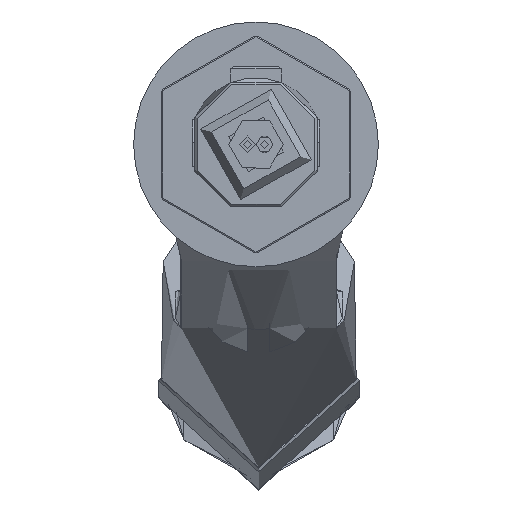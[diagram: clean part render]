
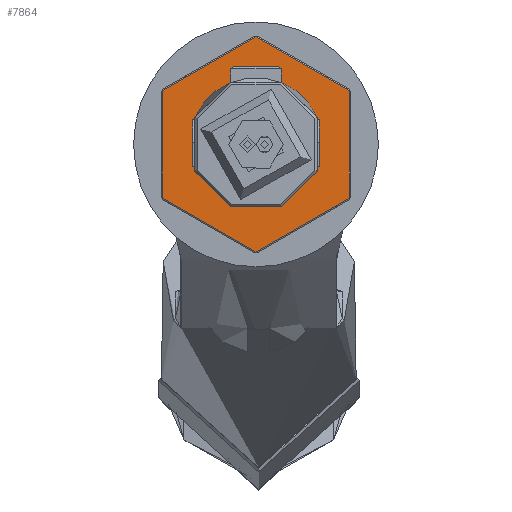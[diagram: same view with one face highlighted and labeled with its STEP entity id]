
A CAD part, left-side view. The second image highlights one B-rep face of the part: STEP entity #7864.
In plain terms, the highlighted planar face has unit normal (-1, 0, 0).
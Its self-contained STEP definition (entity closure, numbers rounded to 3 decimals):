
#235 = CARTESIAN_POINT ( 'NONE',  ( -35.5, 4.525, 4.525 ) ) ;
#371 = DIRECTION ( 'NONE',  ( 0., -0.866, -0.5 ) ) ;
#431 = CARTESIAN_POINT ( 'NONE',  ( -35.5, 8.36, -4.826 ) ) ;
#462 = VERTEX_POINT ( 'NONE', #4452 ) ;
#491 = VERTEX_POINT ( 'NONE', #7654 ) ;
#681 = CIRCLE ( 'NONE', #5623, 6. ) ;
#697 = ORIENTED_EDGE ( 'NONE', *, *, #6742, .F. ) ;
#734 = VERTEX_POINT ( 'NONE', #6114 ) ;
#772 = AXIS2_PLACEMENT_3D ( 'NONE', #2968, #2284, #5440 ) ;
#806 = AXIS2_PLACEMENT_3D ( 'NONE', #4733, #2259, #6036 ) ;
#957 = AXIS2_PLACEMENT_3D ( 'NONE', #6296, #6335, #4415 ) ;
#962 = EDGE_CURVE ( 'NONE', #4490, #6415, #3476, .T. ) ;
#1061 = EDGE_CURVE ( 'NONE', #6368, #491, #2300, .T. ) ;
#1069 = VECTOR ( 'NONE', #3092, 1000. ) ;
#1099 = FACE_OUTER_BOUND ( 'NONE', #6354, .T. ) ;
#1173 = ORIENTED_EDGE ( 'NONE', *, *, #4104, .F. ) ;
#1179 = LINE ( 'NONE', #4999, #4848 ) ;
#1285 = LINE ( 'NONE', #4996, #7849 ) ;
#1541 = ORIENTED_EDGE ( 'NONE', *, *, #3995, .T. ) ;
#1608 = VERTEX_POINT ( 'NONE', #7573 ) ;
#1759 = LINE ( 'NONE', #5484, #1069 ) ;
#1897 = ORIENTED_EDGE ( 'NONE', *, *, #4758, .F. ) ;
#1899 = CARTESIAN_POINT ( 'NONE',  ( -35.5, 0., 0. ) ) ;
#1903 = EDGE_CURVE ( 'NONE', #5922, #7705, #681, .T. ) ;
#1997 = VECTOR ( 'NONE', #4159, 1000. ) ;
#2059 = VERTEX_POINT ( 'NONE', #5104 ) ;
#2094 = LINE ( 'NONE', #5917, #4366 ) ;
#2200 = CARTESIAN_POINT ( 'NONE',  ( -35.5, -2.25, 5.562 ) ) ;
#2259 = DIRECTION ( 'NONE',  ( -1., 0., 0. ) ) ;
#2284 = DIRECTION ( 'NONE',  ( -1., 0., 0. ) ) ;
#2300 = LINE ( 'NONE', #2904, #1997 ) ;
#2477 = VECTOR ( 'NONE', #7801, 1000. ) ;
#2490 = ORIENTED_EDGE ( 'NONE', *, *, #4204, .T. ) ;
#2689 = LINE ( 'NONE', #6465, #3128 ) ;
#2795 = EDGE_CURVE ( 'NONE', #2945, #2059, #6731, .T. ) ;
#2796 = CARTESIAN_POINT ( 'NONE',  ( -35.5, -4.18, -7.24 ) ) ;
#2904 = CARTESIAN_POINT ( 'NONE',  ( -35.5, -4.525, 4.525 ) ) ;
#2945 = VERTEX_POINT ( 'NONE', #3491 ) ;
#2968 = CARTESIAN_POINT ( 'NONE',  ( -35.5, 0., 0. ) ) ;
#2976 = DIRECTION ( 'NONE',  ( 0., 0., 1. ) ) ;
#2981 = CARTESIAN_POINT ( 'NONE',  ( -35.5, 2.05, 7. ) ) ;
#3047 = VECTOR ( 'NONE', #371, 1000. ) ;
#3071 = ORIENTED_EDGE ( 'NONE', *, *, #5940, .T. ) ;
#3074 = EDGE_CURVE ( 'NONE', #1608, #734, #4577, .T. ) ;
#3092 = DIRECTION ( 'NONE',  ( 0., 0., 1. ) ) ;
#3116 = VERTEX_POINT ( 'NONE', #6661 ) ;
#3118 = DIRECTION ( 'NONE',  ( -1., 0., 0. ) ) ;
#3128 = VECTOR ( 'NONE', #6337, 1000. ) ;
#3217 = EDGE_CURVE ( 'NONE', #4130, #1608, #8007, .T. ) ;
#3324 = ORIENTED_EDGE ( 'NONE', *, *, #3887, .T. ) ;
#3410 = EDGE_CURVE ( 'NONE', #7705, #462, #2094, .T. ) ;
#3476 = LINE ( 'NONE', #235, #5886 ) ;
#3491 = CARTESIAN_POINT ( 'NONE',  ( -35.5, 0., 9.653 ) ) ;
#3506 = CARTESIAN_POINT ( 'NONE',  ( -35.5, 2.25, 6.8 ) ) ;
#3632 = CARTESIAN_POINT ( 'NONE',  ( -35.5, 4.18, 7.24 ) ) ;
#3755 = ORIENTED_EDGE ( 'NONE', *, *, #1061, .T. ) ;
#3822 = LINE ( 'NONE', #6967, #6235 ) ;
#3845 = VECTOR ( 'NONE', #7394, 1000. ) ;
#3887 = EDGE_CURVE ( 'NONE', #734, #5055, #2689, .T. ) ;
#3995 = EDGE_CURVE ( 'NONE', #2059, #4130, #3822, .T. ) ;
#4038 = LINE ( 'NONE', #5790, #2477 ) ;
#4052 = LINE ( 'NONE', #4096, #7313 ) ;
#4096 = CARTESIAN_POINT ( 'NONE',  ( -35.5, -2.25, -500000. ) ) ;
#4104 = EDGE_CURVE ( 'NONE', #462, #3116, #5323, .T. ) ;
#4130 = VERTEX_POINT ( 'NONE', #431 ) ;
#4135 = DIRECTION ( 'NONE',  ( 0., 0., 1. ) ) ;
#4159 = DIRECTION ( 'NONE',  ( 0., -0.707, -0.707 ) ) ;
#4165 = ORIENTED_EDGE ( 'NONE', *, *, #6387, .F. ) ;
#4185 = CARTESIAN_POINT ( 'NONE',  ( -35.5, 2.25, 5.562 ) ) ;
#4204 = EDGE_CURVE ( 'NONE', #5055, #2945, #4038, .T. ) ;
#4227 = FACE_BOUND ( 'NONE', #5066, .T. ) ;
#4366 = VECTOR ( 'NONE', #6518, 1000. ) ;
#4397 = ORIENTED_EDGE ( 'NONE', *, *, #6145, .F. ) ;
#4415 = DIRECTION ( 'NONE',  ( 0., 0., -1. ) ) ;
#4452 = CARTESIAN_POINT ( 'NONE',  ( -35.5, 5.5, -2.398 ) ) ;
#4490 = VERTEX_POINT ( 'NONE', #3506 ) ;
#4577 = LINE ( 'NONE', #2796, #4581 ) ;
#4581 = VECTOR ( 'NONE', #5268, 1000. ) ;
#4614 = DIRECTION ( 'NONE',  ( 0., -0.707, 0.707 ) ) ;
#4733 = CARTESIAN_POINT ( 'NONE',  ( -35.5, 0., 0. ) ) ;
#4758 = EDGE_CURVE ( 'NONE', #8046, #491, #4052, .T. ) ;
#4839 = CARTESIAN_POINT ( 'NONE',  ( -35.5, -5.5, 2.398 ) ) ;
#4848 = VECTOR ( 'NONE', #2976, 1000. ) ;
#4901 = CARTESIAN_POINT ( 'NONE',  ( -35.5, 4.18, -7.24 ) ) ;
#4996 = CARTESIAN_POINT ( 'NONE',  ( -35.5, -2.25, 7. ) ) ;
#4999 = CARTESIAN_POINT ( 'NONE',  ( -35.5, -5.5, 2.398 ) ) ;
#5055 = VERTEX_POINT ( 'NONE', #7112 ) ;
#5065 = ORIENTED_EDGE ( 'NONE', *, *, #3410, .F. ) ;
#5066 = EDGE_LOOP ( 'NONE', ( #5628, #3071, #6744, #4397, #3755, #1897, #4165, #697, #1173, #5065 ) ) ;
#5104 = CARTESIAN_POINT ( 'NONE',  ( -35.5, 8.36, 4.826 ) ) ;
#5237 = CIRCLE ( 'NONE', #806, 6. ) ;
#5268 = DIRECTION ( 'NONE',  ( 0., -0.866, 0.5 ) ) ;
#5323 = CIRCLE ( 'NONE', #772, 6. ) ;
#5416 = CARTESIAN_POINT ( 'NONE',  ( -35.5, -2.05, 7. ) ) ;
#5440 = DIRECTION ( 'NONE',  ( 0., 0., -1. ) ) ;
#5484 = CARTESIAN_POINT ( 'NONE',  ( -35.5, 2.25, -500000. ) ) ;
#5623 = AXIS2_PLACEMENT_3D ( 'NONE', #1899, #3118, #8090 ) ;
#5628 = ORIENTED_EDGE ( 'NONE', *, *, #1903, .F. ) ;
#5717 = DIRECTION ( 'NONE',  ( 0., 1., 0. ) ) ;
#5790 = CARTESIAN_POINT ( 'NONE',  ( -35.5, -4.18, 7.24 ) ) ;
#5886 = VECTOR ( 'NONE', #4614, 1000. ) ;
#5887 = VERTEX_POINT ( 'NONE', #4839 ) ;
#5917 = CARTESIAN_POINT ( 'NONE',  ( -35.5, 5.5, -2.398 ) ) ;
#5922 = VERTEX_POINT ( 'NONE', #4185 ) ;
#5940 = EDGE_CURVE ( 'NONE', #5922, #4490, #1759, .T. ) ;
#6036 = DIRECTION ( 'NONE',  ( 0., 0., -1. ) ) ;
#6114 = CARTESIAN_POINT ( 'NONE',  ( -35.5, -8.36, -4.826 ) ) ;
#6145 = EDGE_CURVE ( 'NONE', #6368, #6415, #1285, .T. ) ;
#6235 = VECTOR ( 'NONE', #7578, 1000. ) ;
#6296 = CARTESIAN_POINT ( 'NONE',  ( -35.5, 0., 0. ) ) ;
#6335 = DIRECTION ( 'NONE',  ( 1., 0., 0. ) ) ;
#6337 = DIRECTION ( 'NONE',  ( 0., 0., 1. ) ) ;
#6354 = EDGE_LOOP ( 'NONE', ( #2490, #6635, #1541, #6678, #7561, #3324 ) ) ;
#6368 = VERTEX_POINT ( 'NONE', #5416 ) ;
#6387 = EDGE_CURVE ( 'NONE', #5887, #8046, #5237, .T. ) ;
#6415 = VERTEX_POINT ( 'NONE', #2981 ) ;
#6420 = PLANE ( 'NONE',  #957 ) ;
#6465 = CARTESIAN_POINT ( 'NONE',  ( -35.5, -8.36, 0. ) ) ;
#6518 = DIRECTION ( 'NONE',  ( 0., 0., -1. ) ) ;
#6635 = ORIENTED_EDGE ( 'NONE', *, *, #2795, .T. ) ;
#6661 = CARTESIAN_POINT ( 'NONE',  ( -35.5, -5.5, -2.398 ) ) ;
#6678 = ORIENTED_EDGE ( 'NONE', *, *, #3217, .T. ) ;
#6731 = LINE ( 'NONE', #3632, #3845 ) ;
#6742 = EDGE_CURVE ( 'NONE', #3116, #5887, #1179, .T. ) ;
#6744 = ORIENTED_EDGE ( 'NONE', *, *, #962, .T. ) ;
#6967 = CARTESIAN_POINT ( 'NONE',  ( -35.5, 8.36, 0. ) ) ;
#7112 = CARTESIAN_POINT ( 'NONE',  ( -35.5, -8.36, 4.826 ) ) ;
#7299 = CARTESIAN_POINT ( 'NONE',  ( -35.5, 5.5, 2.398 ) ) ;
#7313 = VECTOR ( 'NONE', #4135, 1000. ) ;
#7394 = DIRECTION ( 'NONE',  ( 0., 0.866, -0.5 ) ) ;
#7561 = ORIENTED_EDGE ( 'NONE', *, *, #3074, .T. ) ;
#7573 = CARTESIAN_POINT ( 'NONE',  ( -35.5, 0., -9.653 ) ) ;
#7578 = DIRECTION ( 'NONE',  ( 0., 0., -1. ) ) ;
#7654 = CARTESIAN_POINT ( 'NONE',  ( -35.5, -2.25, 6.8 ) ) ;
#7705 = VERTEX_POINT ( 'NONE', #7299 ) ;
#7801 = DIRECTION ( 'NONE',  ( 0., 0.866, 0.5 ) ) ;
#7849 = VECTOR ( 'NONE', #5717, 1000. ) ;
#7864 = ADVANCED_FACE ( 'NONE', ( #1099, #4227 ), #6420, .F. ) ;
#8007 = LINE ( 'NONE', #4901, #3047 ) ;
#8046 = VERTEX_POINT ( 'NONE', #2200 ) ;
#8090 = DIRECTION ( 'NONE',  ( 0., 0., -1. ) ) ;
